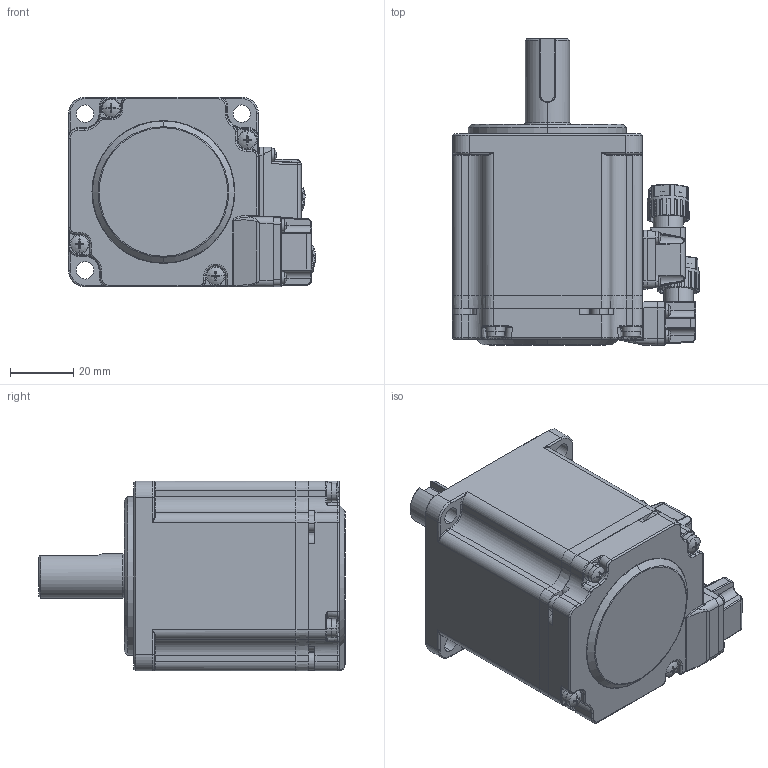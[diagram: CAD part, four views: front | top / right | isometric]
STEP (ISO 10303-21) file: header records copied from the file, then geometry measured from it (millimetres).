
FILE_DESCRIPTION (( 'STEP AP203' ), '1' );
FILE_NAME ('MS6H-60CM30B4-20P2.STEP', '2024-03-09T05:30:15', ( '' ), ( '' ), 'SwSTEP 2.0', 'SolidWorks 2022', '' );
FILE_SCHEMA (( 'CONFIG_CONTROL_DESIGN' ));
Products named in the file (1): MS6H-60CM30B4-20P2
Bounding box: 78.06 x 96.7 x 60 mm (x, y, z)
Surface area: 33468.4 mm2 (no closed solid volume)
Topology: 0 solids, 28 shells, 1208 faces, 4079 edges, 2748 vertices
Faces by surface type: plane 491, cylinder 423, bspline 118, cone 92, torus 56, sphere 28
Entity records: 57697 total; most frequent: CARTESIAN_POINT 25439, ORIENTED_EDGE 6914, DIRECTION 5880, EDGE_CURVE 4058, VERTEX_POINT 2748, AXIS2_PLACEMENT_3D 2216, LINE 1448, VECTOR 1448
